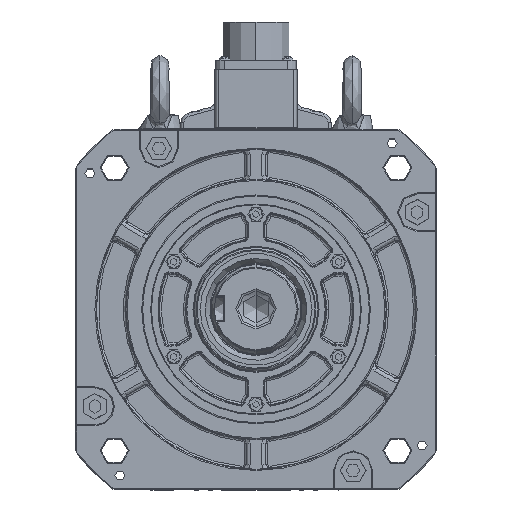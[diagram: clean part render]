
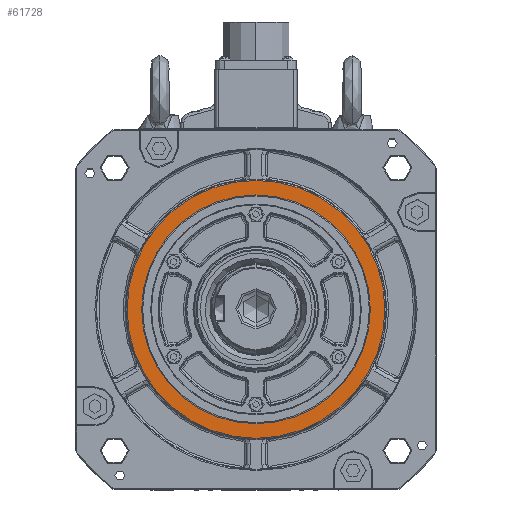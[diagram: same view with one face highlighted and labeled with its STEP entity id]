
A CAD part, top view. The second image highlights one B-rep face of the part: STEP entity #61728.
In plain terms, the highlighted planar face has unit normal (0, 0, 1).
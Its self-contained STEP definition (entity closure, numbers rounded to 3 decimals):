
#58862=CARTESIAN_POINT('',(-64.452,0.,93.5));
#58863=VERTEX_POINT('',#58862);
#58864=CARTESIAN_POINT('',(64.452,0.,93.5));
#58865=VERTEX_POINT('',#58864);
#58866=CARTESIAN_POINT('',(0.,0.,93.5));
#58867=DIRECTION('',(-1.,0.,0.));
#58868=DIRECTION('',(0.,0.,-1.));
#58869=AXIS2_PLACEMENT_3D('',#58866,#58868,#58867);
#58870=CIRCLE('',#58869,64.452);
#58871=EDGE_CURVE('',#58863,#58865,#58870,.T.);
#59609=CARTESIAN_POINT('',(0.,0.,93.5));
#59610=DIRECTION('',(1.,0.,0.));
#59611=DIRECTION('',(-0.,0.,-1.));
#59612=AXIS2_PLACEMENT_3D('',#59609,#59611,#59610);
#59613=CIRCLE('',#59612,64.452);
#59614=EDGE_CURVE('',#58865,#58863,#59613,.T.);
#61699=CARTESIAN_POINT('',(57.15,0.,93.5));
#61700=DIRECTION('',(1.,0.,0.));
#61701=DIRECTION('',(0.,0.,1.));
#61702=AXIS2_PLACEMENT_3D('',#61699,#61701,#61700);
#61703=PLANE('',#61702);
#61704=ORIENTED_EDGE('',*,*,#58871,.F.);
#61705=ORIENTED_EDGE('',*,*,#59614,.F.);
#61706=EDGE_LOOP('',(#61704,#61705));
#61707=FACE_OUTER_BOUND('',#61706,.T.);
#61708=CARTESIAN_POINT('',(57.15,0.,93.5));
#61709=VERTEX_POINT('',#61708);
#61710=CARTESIAN_POINT('',(-57.15,0.,93.5));
#61711=VERTEX_POINT('',#61710);
#61712=CARTESIAN_POINT('',(0.,0.,93.5));
#61713=DIRECTION('',(1.,0.,0.));
#61714=DIRECTION('',(0.,0.,1.));
#61715=AXIS2_PLACEMENT_3D('',#61712,#61714,#61713);
#61716=CIRCLE('',#61715,57.15);
#61717=EDGE_CURVE('',#61709,#61711,#61716,.T.);
#61718=ORIENTED_EDGE('',*,*,#61717,.F.);
#61719=CARTESIAN_POINT('',(0.,0.,93.5));
#61720=DIRECTION('',(-1.,0.,0.));
#61721=DIRECTION('',(0.,0.,1.));
#61722=AXIS2_PLACEMENT_3D('',#61719,#61721,#61720);
#61723=CIRCLE('',#61722,57.15);
#61724=EDGE_CURVE('',#61711,#61709,#61723,.T.);
#61725=ORIENTED_EDGE('',*,*,#61724,.F.);
#61726=EDGE_LOOP('',(#61718,#61725));
#61727=FACE_BOUND('',#61726,.T.);
#61728=ADVANCED_FACE('',(#61707,#61727),#61703,.T.);
